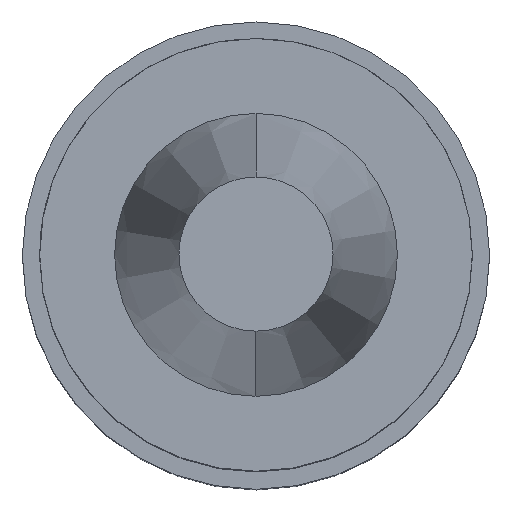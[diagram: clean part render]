
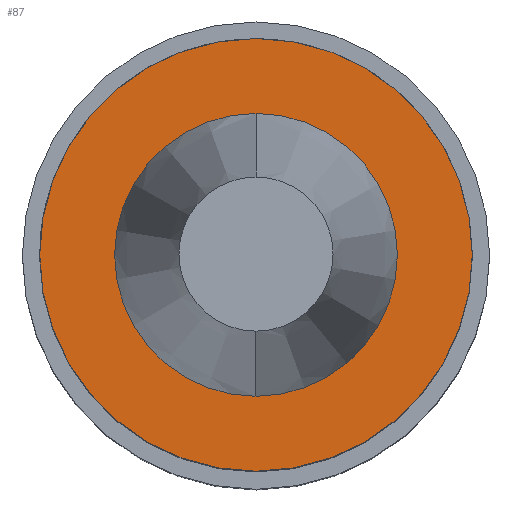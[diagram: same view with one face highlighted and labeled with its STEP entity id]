
A CAD part, top view. The second image highlights one B-rep face of the part: STEP entity #87.
In plain terms, the highlighted planar face has unit normal (0, 0, 1).
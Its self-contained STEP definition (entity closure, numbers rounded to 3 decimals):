
#87=ADVANCED_FACE('',(#116,#117),#110,.F.);
#110=PLANE('',#383);
#116=FACE_BOUND('',#142,.T.);
#117=FACE_BOUND('',#143,.T.);
#142=EDGE_LOOP('',(#178));
#143=EDGE_LOOP('',(#179,#180));
#178=ORIENTED_EDGE('',*,*,#287,.T.);
#179=ORIENTED_EDGE('',*,*,#288,.T.);
#180=ORIENTED_EDGE('',*,*,#289,.T.);
#256=VERTEX_POINT('',#559);
#257=VERTEX_POINT('',#561);
#258=VERTEX_POINT('',#562);
#287=EDGE_CURVE('',#256,#256,#326,.T.);
#288=EDGE_CURVE('',#257,#258,#327,.T.);
#289=EDGE_CURVE('',#258,#257,#328,.T.);
#326=CIRCLE('',#380,25.);
#327=CIRCLE('',#381,16.342);
#328=CIRCLE('',#382,16.342);
#380=AXIS2_PLACEMENT_3D('',#558,#440,#441);
#381=AXIS2_PLACEMENT_3D('',#560,#442,#443);
#382=AXIS2_PLACEMENT_3D('',#563,#444,#445);
#383=AXIS2_PLACEMENT_3D('',#564,#446,#447);
#440=DIRECTION('',(0.,0.,1.));
#441=DIRECTION('',(-1.,0.,0.));
#442=DIRECTION('',(0.,0.,-1.));
#443=DIRECTION('',(-1.,0.,0.));
#444=DIRECTION('',(0.,0.,-1.));
#445=DIRECTION('',(-1.,0.,0.));
#446=DIRECTION('',(0.,0.,-1.));
#447=DIRECTION('',(0.,-1.,0.));
#558=CARTESIAN_POINT('',(0.,0.,-3.2));
#559=CARTESIAN_POINT('',(-25.,0.,-3.2));
#560=CARTESIAN_POINT('',(0.,0.,-3.2));
#561=CARTESIAN_POINT('',(0.,-16.342,-3.2));
#562=CARTESIAN_POINT('',(0.,16.342,-3.2));
#563=CARTESIAN_POINT('',(0.,0.,-3.2));
#564=CARTESIAN_POINT('',(0.,0.,-3.2));
